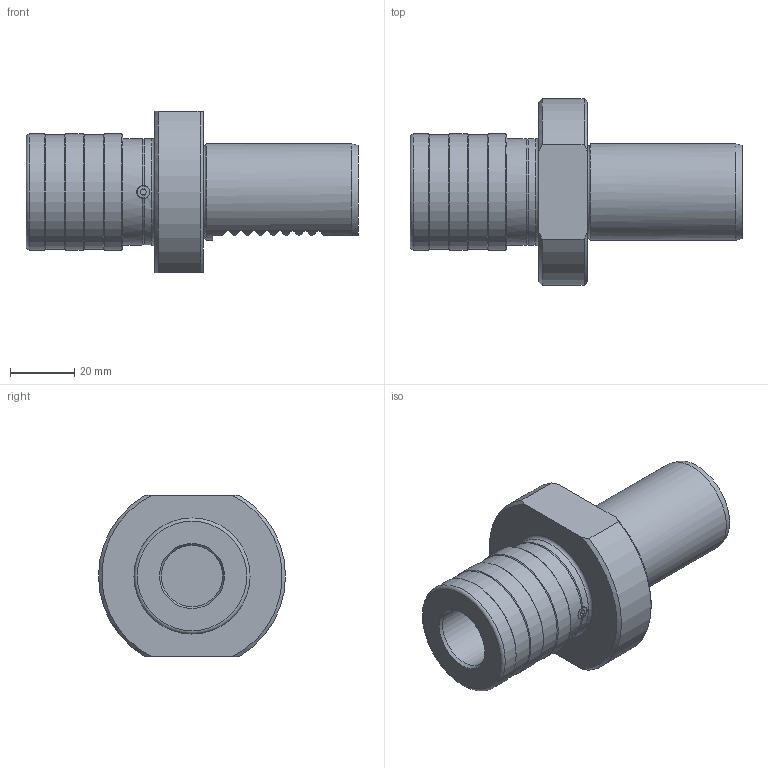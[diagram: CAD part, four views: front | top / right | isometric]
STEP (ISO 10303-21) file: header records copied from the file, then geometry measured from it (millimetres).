
FILE_DESCRIPTION( ( 'Unknown' ), '1' );
FILE_NAME( '259.16.12.stp', 'Unknown', ( 'Unknown' ), ( 'Unknown' ), 'PSStep 15.0.49', 'Unknown', ' ' );
FILE_SCHEMA( ( 'AUTOMOTIVE_DESIGN { 1 0 10303 214 1 1 1 1 }' ) );
Length unit declared in the file: millimetre
Products named in the file (1): 1
Bounding box: 103 x 58 x 50 mm (x, y, z)
Volume: 103362.6 mm3; surface area: 18414.4 mm2
Topology: 1 solids, 1 shells, 99 faces, 248 edges, 156 vertices
Faces by surface type: plane 50, cylinder 28, cone 12, torus 9
Full cylindrical faces by diameter (mm): 3.9 x2, 4 x2, 10 x1, 19 x1, 30 x1, 33 x2, 35.5 x2, 36 x3
Entity records: 3644 total; most frequent: CARTESIAN_POINT 800, DIRECTION 446, ORIENTED_EDGE 408, EDGE_CURVE 204, AXIS2_PLACEMENT_3D 181, VERTEX_POINT 145, EDGE_LOOP 120, FACE_OUTER_BOUND 108
